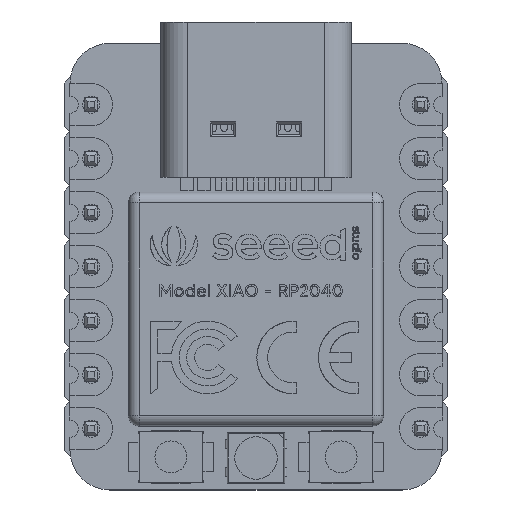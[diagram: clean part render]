
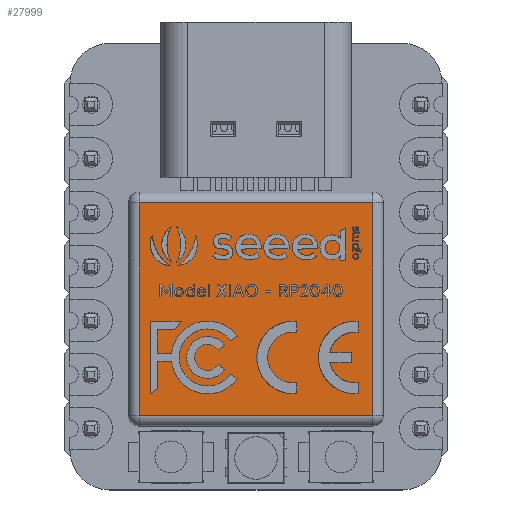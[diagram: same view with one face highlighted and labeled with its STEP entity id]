
A CAD part, top view. The second image highlights one B-rep face of the part: STEP entity #27999.
In plain terms, the highlighted planar face has unit normal (0, 0, 1).
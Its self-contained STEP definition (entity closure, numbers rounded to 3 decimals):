
#2817=FACE_OUTER_BOUND('',#4439,.T.);
#4439=EDGE_LOOP('',(#22212,#22213,#22214,#22215));
#6937=LINE('',#41904,#10117);
#6941=LINE('',#41920,#10121);
#6943=LINE('',#41923,#10123);
#6945=LINE('',#41926,#10125);
#10117=VECTOR('',#34790,10.);
#10121=VECTOR('',#34808,10.);
#10123=VECTOR('',#34812,10.);
#10125=VECTOR('',#34816,10.);
#12949=VERTEX_POINT('',#41866);
#12954=VERTEX_POINT('',#41879);
#12959=VERTEX_POINT('',#41892);
#12964=VERTEX_POINT('',#41908);
#16223=EDGE_CURVE('',#12949,#12959,#6937,.T.);
#16231=EDGE_CURVE('',#12959,#12964,#6941,.T.);
#16233=EDGE_CURVE('',#12964,#12954,#6943,.T.);
#16235=EDGE_CURVE('',#12954,#12949,#6945,.T.);
#22212=ORIENTED_EDGE('',*,*,#16223,.F.);
#22213=ORIENTED_EDGE('',*,*,#16235,.F.);
#22214=ORIENTED_EDGE('',*,*,#16233,.F.);
#22215=ORIENTED_EDGE('',*,*,#16231,.F.);
#26611=PLANE('',#30138);
#27999=ADVANCED_FACE('',(#2817),#26611,.T.);
#30138=AXIS2_PLACEMENT_3D('',#41932,#34824,#34825);
#34790=DIRECTION('',(0.,-1.,0.));
#34808=DIRECTION('',(-1.,0.,0.));
#34812=DIRECTION('',(0.,1.,0.));
#34816=DIRECTION('',(1.,0.,0.));
#34824=DIRECTION('center_axis',(0.,0.,1.));
#34825=DIRECTION('ref_axis',(1.,0.,0.));
#41866=CARTESIAN_POINT('',(5.5,3.,3.2));
#41879=CARTESIAN_POINT('',(-5.5,3.,3.2));
#41892=CARTESIAN_POINT('',(5.5,-7.,3.2));
#41904=CARTESIAN_POINT('',(5.5,-4.75,3.2));
#41908=CARTESIAN_POINT('',(-5.5,-7.,3.2));
#41920=CARTESIAN_POINT('',(-3.,-7.,3.2));
#41923=CARTESIAN_POINT('',(-5.5,0.75,3.2));
#41926=CARTESIAN_POINT('',(3.,3.,3.2));
#41932=CARTESIAN_POINT('Origin',(0.,-2.,3.2));
